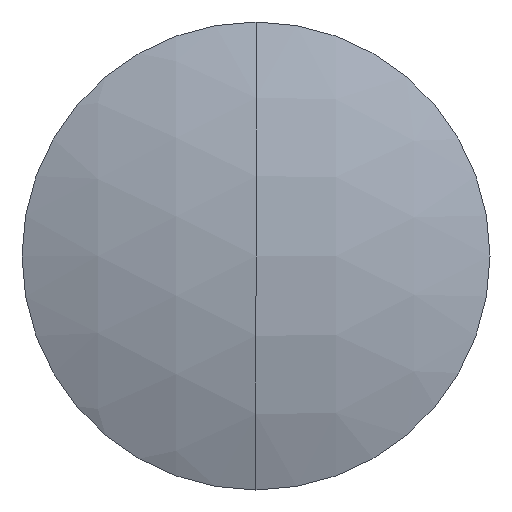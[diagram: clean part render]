
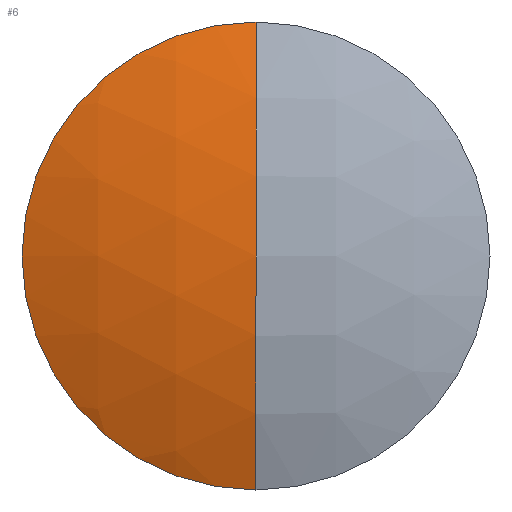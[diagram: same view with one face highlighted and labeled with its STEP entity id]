
A CAD part, left-side view. The second image highlights one B-rep face of the part: STEP entity #6.
In plain terms, the highlighted spherical face has radius 13.303 mm.
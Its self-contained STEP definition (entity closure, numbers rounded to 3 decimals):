
#3 = CIRCLE ( 'NONE', #311, 5. ) ;
#4 = ORIENTED_EDGE ( 'NONE', *, *, #92, .F. ) ;
#6 = ADVANCED_FACE ( 'NONE', ( #63 ), #319, .T. ) ;
#7 = DIRECTION ( 'NONE',  ( 0., 0., 1. ) ) ;
#31 = CARTESIAN_POINT ( 'NONE',  ( -0.802, 0., 0. ) ) ;
#33 = CIRCLE ( 'NONE', #228, 13.303 ) ;
#34 = DIRECTION ( 'NONE',  ( 0., 0., -1. ) ) ;
#35 = CARTESIAN_POINT ( 'NONE',  ( -0.802, 0., -5. ) ) ;
#54 = VERTEX_POINT ( 'NONE', #35 ) ;
#57 = CARTESIAN_POINT ( 'NONE',  ( 11.526, 0., 0. ) ) ;
#63 = FACE_OUTER_BOUND ( 'NONE', #142, .T. ) ;
#71 = CARTESIAN_POINT ( 'NONE',  ( 11.526, 0., 0. ) ) ;
#72 = AXIS2_PLACEMENT_3D ( 'NONE', #331, #140, #306 ) ;
#92 = EDGE_CURVE ( 'NONE', #224, #285, #136, .T. ) ;
#102 = DIRECTION ( 'NONE',  ( 0., 0., 1. ) ) ;
#120 = EDGE_CURVE ( 'NONE', #224, #54, #3, .T. ) ;
#126 = CARTESIAN_POINT ( 'NONE',  ( -1.777, 0., 0. ) ) ;
#136 = CIRCLE ( 'NONE', #334, 13.303 ) ;
#140 = DIRECTION ( 'NONE',  ( 0., 1., 0. ) ) ;
#142 = EDGE_LOOP ( 'NONE', ( #261, #212, #4 ) ) ;
#188 = DIRECTION ( 'NONE',  ( -1., 0., 0. ) ) ;
#211 = DIRECTION ( 'NONE',  ( 0., -1., 0. ) ) ;
#212 = ORIENTED_EDGE ( 'NONE', *, *, #325, .T. ) ;
#224 = VERTEX_POINT ( 'NONE', #238 ) ;
#228 = AXIS2_PLACEMENT_3D ( 'NONE', #71, #263, #102 ) ;
#238 = CARTESIAN_POINT ( 'NONE',  ( -0.802, 0., 5. ) ) ;
#261 = ORIENTED_EDGE ( 'NONE', *, *, #120, .T. ) ;
#263 = DIRECTION ( 'NONE',  ( 0., 1., 0. ) ) ;
#285 = VERTEX_POINT ( 'NONE', #126 ) ;
#306 = DIRECTION ( 'NONE',  ( 0., 0., 1. ) ) ;
#311 = AXIS2_PLACEMENT_3D ( 'NONE', #31, #188, #7 ) ;
#319 = SPHERICAL_SURFACE ( 'NONE', #72, 13.303 ) ;
#325 = EDGE_CURVE ( 'NONE', #54, #285, #33, .T. ) ;
#331 = CARTESIAN_POINT ( 'NONE',  ( 11.526, 0., 0. ) ) ;
#334 = AXIS2_PLACEMENT_3D ( 'NONE', #57, #211, #34 ) ;
